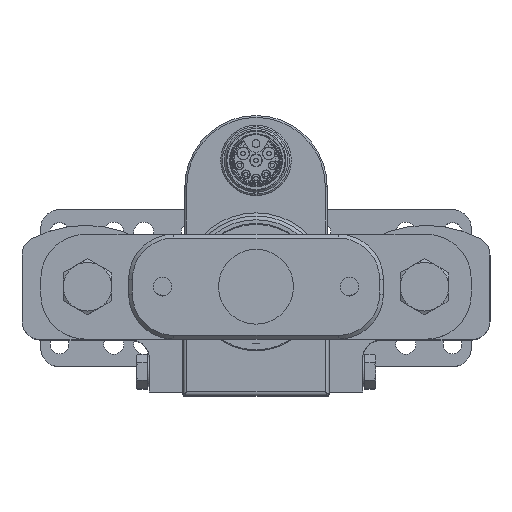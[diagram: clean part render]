
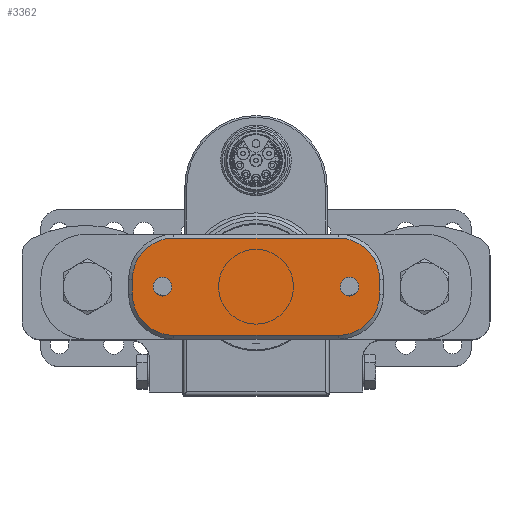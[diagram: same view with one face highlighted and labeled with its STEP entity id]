
A CAD part, top view. The second image highlights one B-rep face of the part: STEP entity #3362.
In plain terms, the highlighted planar face has unit normal (0, 0, 1).
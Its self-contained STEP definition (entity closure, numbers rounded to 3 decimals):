
#37 = CIRCLE ( 'NONE', #30879, 11. ) ;
#193 = CARTESIAN_POINT ( 'NONE',  ( 22., 13., 10. ) ) ;
#749 = CARTESIAN_POINT ( 'NONE',  ( 25., 0., 10. ) ) ;
#761 = AXIS2_PLACEMENT_3D ( 'NONE', #26628, #14160, #14328 ) ;
#1023 = DIRECTION ( 'NONE',  ( 0., 0., 1. ) ) ;
#1052 = DIRECTION ( 'NONE',  ( 0., 1., 0. ) ) ;
#1373 = VERTEX_POINT ( 'NONE', #20393 ) ;
#1669 = CIRCLE ( 'NONE', #12608, 2.5 ) ;
#1790 = EDGE_CURVE ( 'NONE', #23556, #24178, #29053, .T. ) ;
#3318 = VECTOR ( 'NONE', #1052, 1000. ) ;
#3344 = DIRECTION ( 'NONE',  ( -1., 0., 0. ) ) ;
#3362 = ADVANCED_FACE ( 'NONE', ( #30253, #22207, #19590 ), #7303, .T. ) ;
#3489 = DIRECTION ( 'NONE',  ( 0., 0., -1. ) ) ;
#3496 = LINE ( 'NONE', #10539, #3318 ) ;
#3654 = DIRECTION ( 'NONE',  ( -1., 0., 0. ) ) ;
#3678 = EDGE_LOOP ( 'NONE', ( #7467, #20784, #29453, #4296, #3752, #22377, #13146, #24420 ) ) ;
#3752 = ORIENTED_EDGE ( 'NONE', *, *, #15810, .T. ) ;
#4296 = ORIENTED_EDGE ( 'NONE', *, *, #14668, .T. ) ;
#4585 = DIRECTION ( 'NONE',  ( 0., -1., 0. ) ) ;
#6938 = CIRCLE ( 'NONE', #13738, 11. ) ;
#7303 = PLANE ( 'NONE',  #15247 ) ;
#7332 = VECTOR ( 'NONE', #31352, 1000. ) ;
#7467 = ORIENTED_EDGE ( 'NONE', *, *, #19981, .T. ) ;
#7777 = DIRECTION ( 'NONE',  ( 0., 0., 1. ) ) ;
#8049 = CARTESIAN_POINT ( 'NONE',  ( -27.5, 0., 10. ) ) ;
#8454 = DIRECTION ( 'NONE',  ( 0., 0., 1. ) ) ;
#8959 = CARTESIAN_POINT ( 'NONE',  ( -22., 13., 10. ) ) ;
#9808 = LINE ( 'NONE', #24558, #28549 ) ;
#10245 = EDGE_LOOP ( 'NONE', ( #15315 ) ) ;
#10361 = VERTEX_POINT ( 'NONE', #193 ) ;
#10539 = CARTESIAN_POINT ( 'NONE',  ( 33., 2., 10. ) ) ;
#11414 = LINE ( 'NONE', #8959, #21050 ) ;
#11670 = CARTESIAN_POINT ( 'NONE',  ( -22., -13., 10. ) ) ;
#12307 = DIRECTION ( 'NONE',  ( 0., 0., 1. ) ) ;
#12608 = AXIS2_PLACEMENT_3D ( 'NONE', #25497, #3489, #3654 ) ;
#13030 = EDGE_LOOP ( 'NONE', ( #18092 ) ) ;
#13146 = ORIENTED_EDGE ( 'NONE', *, *, #17163, .T. ) ;
#13191 = EDGE_CURVE ( 'NONE', #30594, #30594, #14149, .T. ) ;
#13613 = AXIS2_PLACEMENT_3D ( 'NONE', #749, #25785, #3344 ) ;
#13738 = AXIS2_PLACEMENT_3D ( 'NONE', #23681, #8454, #28471 ) ;
#14149 = CIRCLE ( 'NONE', #13613, 2.5 ) ;
#14160 = DIRECTION ( 'NONE',  ( 0., 0., 1. ) ) ;
#14292 = CARTESIAN_POINT ( 'NONE',  ( -33., -2., 10. ) ) ;
#14328 = DIRECTION ( 'NONE',  ( 1., 0., 0. ) ) ;
#14668 = EDGE_CURVE ( 'NONE', #24178, #30652, #6938, .T. ) ;
#15247 = AXIS2_PLACEMENT_3D ( 'NONE', #29608, #7777, #32075 ) ;
#15315 = ORIENTED_EDGE ( 'NONE', *, *, #31106, .T. ) ;
#15678 = CARTESIAN_POINT ( 'NONE',  ( 22., -13., 10. ) ) ;
#15810 = EDGE_CURVE ( 'NONE', #30652, #30620, #3496, .T. ) ;
#16826 = EDGE_CURVE ( 'NONE', #30620, #10361, #20597, .T. ) ;
#17163 = EDGE_CURVE ( 'NONE', #10361, #1373, #11414, .T. ) ;
#17229 = DIRECTION ( 'NONE',  ( 1., 0., 0. ) ) ;
#17497 = VERTEX_POINT ( 'NONE', #19231 ) ;
#17883 = VERTEX_POINT ( 'NONE', #8049 ) ;
#18092 = ORIENTED_EDGE ( 'NONE', *, *, #13191, .T. ) ;
#18630 = EDGE_CURVE ( 'NONE', #1373, #17497, #26388, .T. ) ;
#18965 = DIRECTION ( 'NONE',  ( -1., 0., 0. ) ) ;
#19231 = CARTESIAN_POINT ( 'NONE',  ( -33., 2., 10. ) ) ;
#19590 = FACE_OUTER_BOUND ( 'NONE', #3678, .T. ) ;
#19796 = CARTESIAN_POINT ( 'NONE',  ( 33., -2., 10. ) ) ;
#19981 = EDGE_CURVE ( 'NONE', #17497, #26810, #9808, .T. ) ;
#20393 = CARTESIAN_POINT ( 'NONE',  ( -22., 13., 10. ) ) ;
#20597 = CIRCLE ( 'NONE', #24783, 11. ) ;
#20784 = ORIENTED_EDGE ( 'NONE', *, *, #29141, .T. ) ;
#21050 = VECTOR ( 'NONE', #18965, 1000. ) ;
#22207 = FACE_BOUND ( 'NONE', #10245, .T. ) ;
#22377 = ORIENTED_EDGE ( 'NONE', *, *, #16826, .T. ) ;
#23556 = VERTEX_POINT ( 'NONE', #11670 ) ;
#23681 = CARTESIAN_POINT ( 'NONE',  ( 22., -2., 10. ) ) ;
#23767 = DIRECTION ( 'NONE',  ( 1., 0., 0. ) ) ;
#24178 = VERTEX_POINT ( 'NONE', #15678 ) ;
#24420 = ORIENTED_EDGE ( 'NONE', *, *, #18630, .T. ) ;
#24542 = CARTESIAN_POINT ( 'NONE',  ( 33., 2., 10. ) ) ;
#24558 = CARTESIAN_POINT ( 'NONE',  ( -33., -2., 10. ) ) ;
#24783 = AXIS2_PLACEMENT_3D ( 'NONE', #25918, #1023, #23767 ) ;
#25082 = CARTESIAN_POINT ( 'NONE',  ( -22., -2., 10. ) ) ;
#25497 = CARTESIAN_POINT ( 'NONE',  ( -25., 0., 10. ) ) ;
#25785 = DIRECTION ( 'NONE',  ( 0., 0., -1. ) ) ;
#25918 = CARTESIAN_POINT ( 'NONE',  ( 22., 2., 10. ) ) ;
#26388 = CIRCLE ( 'NONE', #761, 11. ) ;
#26628 = CARTESIAN_POINT ( 'NONE',  ( -22., 2., 10. ) ) ;
#26810 = VERTEX_POINT ( 'NONE', #14292 ) ;
#28471 = DIRECTION ( 'NONE',  ( 1., 0., 0. ) ) ;
#28549 = VECTOR ( 'NONE', #4585, 1000. ) ;
#29053 = LINE ( 'NONE', #31836, #7332 ) ;
#29141 = EDGE_CURVE ( 'NONE', #26810, #23556, #37, .T. ) ;
#29453 = ORIENTED_EDGE ( 'NONE', *, *, #1790, .T. ) ;
#29608 = CARTESIAN_POINT ( 'NONE',  ( 0., 0., 10. ) ) ;
#29926 = CARTESIAN_POINT ( 'NONE',  ( 22.5, 0., 10. ) ) ;
#30253 = FACE_BOUND ( 'NONE', #13030, .T. ) ;
#30594 = VERTEX_POINT ( 'NONE', #29926 ) ;
#30620 = VERTEX_POINT ( 'NONE', #24542 ) ;
#30652 = VERTEX_POINT ( 'NONE', #19796 ) ;
#30879 = AXIS2_PLACEMENT_3D ( 'NONE', #25082, #12307, #17229 ) ;
#31106 = EDGE_CURVE ( 'NONE', #17883, #17883, #1669, .T. ) ;
#31352 = DIRECTION ( 'NONE',  ( 1., 0., 0. ) ) ;
#31836 = CARTESIAN_POINT ( 'NONE',  ( 22., -13., 10. ) ) ;
#32075 = DIRECTION ( 'NONE',  ( 1., 0., 0. ) ) ;
